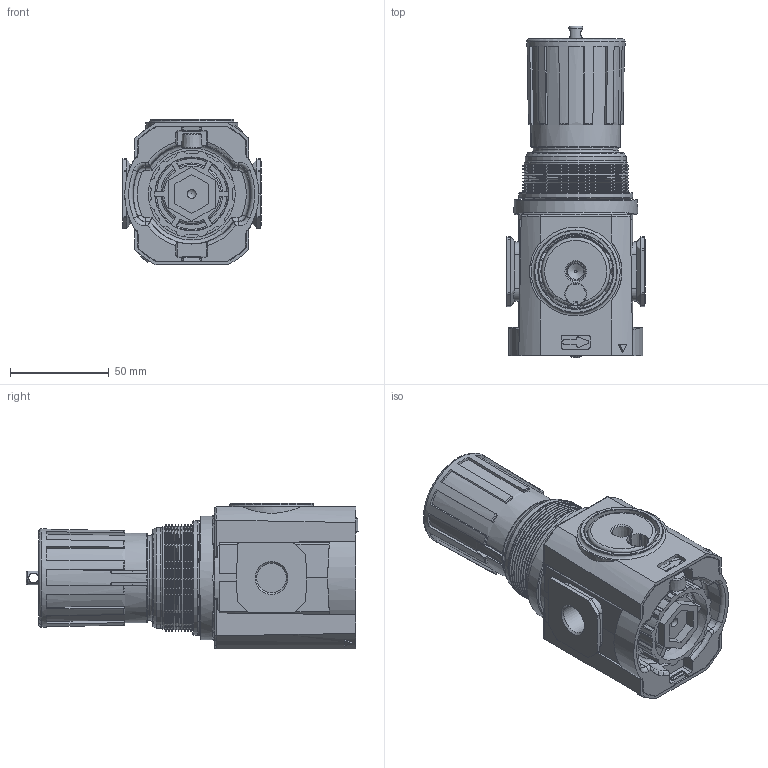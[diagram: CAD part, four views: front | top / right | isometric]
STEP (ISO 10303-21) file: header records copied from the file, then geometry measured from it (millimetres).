
FILE_DESCRIPTION( ( 'STEP AP214' ), '1' );
FILE_NAME( 'R84G-3GK-RFN(0).stp', '2019-03-05T16:59:55', ( '' ), ( '' ), ' ', 'PARTsolutions', ' ' );
FILE_SCHEMA( ( 'AUTOMOTIVE_DESIGN { 1 0 10303 214 1 1 1 1 }' ) );
Length unit declared in the file: millimetre
Products named in the file (7): R84G-3GK-RFN(0); _840011-3-G-R84G; _840036-65_R84G; _4327-89; _840005-89; _840007-89; _840100-01
Assembly tree (6 placements, depth 2):
  R84G-3GK-RFN(0)
    _840011-3-G-R84G
    _840036-65_R84G
    _4327-89
    _840005-89
    _840007-89
    _840100-01
Bounding box: 70.25 x 168.29 x 74 mm (x, y, z)
Volume: 453182 mm3; surface area: 112819.2 mm2
Topology: 5 solids, 6 shells, 1288 faces, 3490 edges, 2278 vertices
Faces by surface type: plane 537, cylinder 497, torus 131, cone 118, bspline 4, sphere 1
Full cylindrical faces by diameter (mm): 4 x2, 5 x1, 5.64 x1, 7 x1, 7.6 x2, 10 x1, 13.88 x1, 14.95 x2, 16.46 x1, 21.6 x1, 29.05 x1, 29.4 x2, 32.6 x1, 33.18 x1, 33.5 x1, 37.75 x1, 38.5 x2, 41 x3, 42.4 x1, 43 x2, 44 x1, 51 x1, 51.45 x1, 52 x17, 53.815 x15, 58 x2, 59 x1
Entity records: 52636 total; most frequent: CARTESIAN_POINT 10239, DIRECTION 6798, ORIENTED_EDGE 6544, EDGE_CURVE 3272, AXIS2_PLACEMENT_3D 2673, VERTEX_POINT 2260, EDGE_LOOP 1561, LINE 1452
